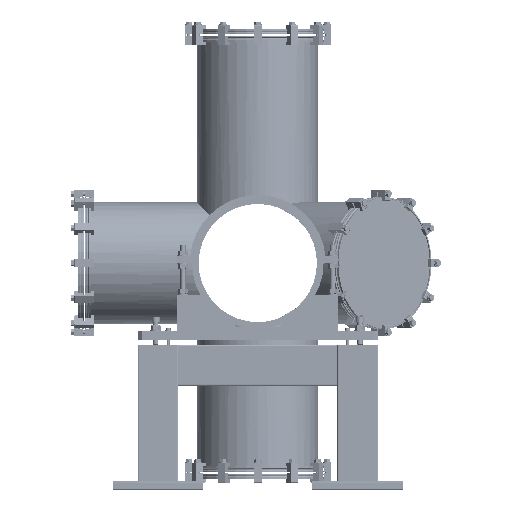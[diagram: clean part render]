
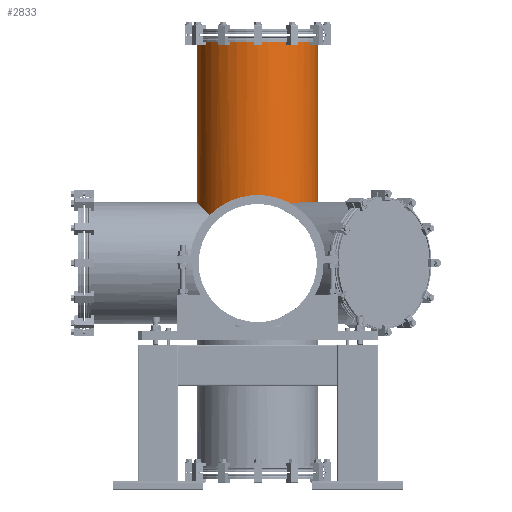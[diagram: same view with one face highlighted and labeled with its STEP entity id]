
A CAD part, left-side view. The second image highlights one B-rep face of the part: STEP entity #2833.
In plain terms, the highlighted cylindrical face has radius 133.5 mm (diameter 267 mm), a partial arc.
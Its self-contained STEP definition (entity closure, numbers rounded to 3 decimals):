
#2550=CARTESIAN_POINT('',(0.,493.75,0.));
#2551=DIRECTION('',(0.,1.,0.));
#2552=DIRECTION('',(0.,0.,-1.));
#2553=AXIS2_PLACEMENT_3D('',#2550,#2551,#2552);
#2570=CARTESIAN_POINT('',(0.,130.5,-133.5));
#2571=CARTESIAN_POINT('',(-6.248,130.5,-133.5));
#2572=CARTESIAN_POINT('',(-18.137,129.607,
-132.627));
#2573=CARTESIAN_POINT('',(-33.952,126.308,
-129.405));
#2574=CARTESIAN_POINT('',(-47.458,121.815,
-125.021));
#2575=CARTESIAN_POINT('',(-59.308,116.467,
-119.816));
#2576=CARTESIAN_POINT('',(-69.689,110.533,
-114.056));
#2577=CARTESIAN_POINT('',(-78.829,104.188,
-107.918));
#2578=CARTESIAN_POINT('',(-87.039,97.423,
-101.4));
#2579=CARTESIAN_POINT('',(-92.029,92.589,
-96.769));
#2580=CARTESIAN_POINT('',(-94.399,90.106,
-94.399));
#2582=DIRECTION('',(0.,1.,0.));
#2583=VECTOR('',#2582,363.25);
#2584=CARTESIAN_POINT('',(0.,130.5,-133.5));
#2585=LINE('',#2584,#2583);
#2586=CARTESIAN_POINT('',(-123.338,120.084,51.088));
#2587=CARTESIAN_POINT('',(-121.524,121.948,55.468));
#2588=CARTESIAN_POINT('',(-117.369,125.255,64.184));
#2589=CARTESIAN_POINT('',(-109.41,128.781,77.012));
#2590=CARTESIAN_POINT('',(-99.694,130.608,89.252));
#2591=CARTESIAN_POINT('',(-88.537,130.544,100.321));
#2592=CARTESIAN_POINT('',(-76.532,128.655,109.716));
#2593=CARTESIAN_POINT('',(-63.968,125.207,117.517));
#2594=CARTESIAN_POINT('',(-48.87,119.431,124.652));
#2595=CARTESIAN_POINT('',(-31.637,110.868,130.115));
#2596=CARTESIAN_POINT('',(-14.603,100.537,133.024));
#2597=CARTESIAN_POINT('',(-4.706,93.592,133.5));
#2598=CARTESIAN_POINT('',(0.,90.106,133.5));
#2649=CARTESIAN_POINT('',(-94.399,90.106,
-94.399));
#2650=CARTESIAN_POINT('',(-98.21,94.099,
-90.588));
#2651=CARTESIAN_POINT('',(-105.673,101.872,
-82.266));
#2652=CARTESIAN_POINT('',(-116.526,113.085,
-66.115));
#2653=CARTESIAN_POINT('',(-124.552,121.334,
-49.163));
#2654=CARTESIAN_POINT('',(-129.87,126.785,
-32.472));
#2655=CARTESIAN_POINT('',(-132.925,129.912,
-15.726));
#2656=CARTESIAN_POINT('',(-133.842,130.85,
0.94));
#2657=CARTESIAN_POINT('',(-132.686,129.668,17.623));
#2658=CARTESIAN_POINT('',(-129.399,126.303,34.329));
#2659=CARTESIAN_POINT('',(-125.63,122.439,45.554));
#2660=CARTESIAN_POINT('',(-123.338,120.084,51.088));
#2666=CARTESIAN_POINT('',(-123.338,120.084,51.088));
#2750=CARTESIAN_POINT('',(0.,90.106,133.5));
#2764=DIRECTION('',(0.,1.,0.));
#2765=VECTOR('',#2764,403.644);
#2766=CARTESIAN_POINT('',(0.,90.106,133.5));
#2767=LINE('',#2766,#2765);
#2774=CARTESIAN_POINT('',(0.,493.75,-133.5));
#2775=CARTESIAN_POINT('',(0.,493.75,133.5));
#2776=VERTEX_POINT('',#2774);
#2777=VERTEX_POINT('',#2775);
#2787=VERTEX_POINT('',#2666);
#2788=VERTEX_POINT('',#2750);
#2792=VERTEX_POINT('',#2570);
#2793=VERTEX_POINT('',#2580);
#2815=CARTESIAN_POINT('',(0.,-453.75,0.));
#2816=DIRECTION('',(0.,1.,0.));
#2817=DIRECTION('',(0.,0.,-1.));
#2818=AXIS2_PLACEMENT_3D('',#2815,#2816,#2817);
#2819=CYLINDRICAL_SURFACE('',#2818,133.5);
#2821=ORIENTED_EDGE('',*,*,#2820,.F.);
#2823=ORIENTED_EDGE('',*,*,#2822,.T.);
#2824=ORIENTED_EDGE('',*,*,#2802,.T.);
#2826=ORIENTED_EDGE('',*,*,#2825,.F.);
#2828=ORIENTED_EDGE('',*,*,#2827,.F.);
#2830=ORIENTED_EDGE('',*,*,#2829,.F.);
#2831=EDGE_LOOP('',(#2821,#2823,#2824,#2826,#2828,#2830));
#2832=FACE_OUTER_BOUND('',#2831,.F.);
#2554=CIRCLE('',#2553,133.5);
#2581=B_SPLINE_CURVE_WITH_KNOTS('',3,(#2570,#2571,#2572,#2573,#2574,#2575,#2576,
#2577,#2578,#2579,#2580),.UNSPECIFIED.,.F.,.F.,(4,1,1,1,1,1,1,1,4),(0.,
0.125,0.25,0.375,0.5,0.625,0.75,0.875,1.),.UNSPECIFIED.);
#2599=B_SPLINE_CURVE_WITH_KNOTS('',3,(#2586,#2587,#2588,#2589,#2590,#2591,#2592,
#2593,#2594,#2595,#2596,#2597,#2598),.UNSPECIFIED.,.F.,.F.,(4,1,1,1,1,1,1,1,1,1,
4),(0.,0.1,0.2,0.3,0.4,0.5,0.6,0.7,0.8,0.9,1.),
.UNSPECIFIED.);
#2661=B_SPLINE_CURVE_WITH_KNOTS('',3,(#2649,#2650,#2651,#2652,#2653,#2654,#2655,
#2656,#2657,#2658,#2659,#2660),.UNSPECIFIED.,.F.,.F.,(4,1,1,1,1,1,1,1,1,4),
(0.,0.111,0.222,0.333,0.444,
0.556,0.667,0.778,0.889,1.),
.UNSPECIFIED.);
#2802=EDGE_CURVE('',#2776,#2777,#2554,.T.);
#2820=EDGE_CURVE('',#2792,#2793,#2581,.T.);
#2822=EDGE_CURVE('',#2792,#2776,#2585,.T.);
#2825=EDGE_CURVE('',#2788,#2777,#2767,.T.);
#2827=EDGE_CURVE('',#2787,#2788,#2599,.T.);
#2829=EDGE_CURVE('',#2793,#2787,#2661,.T.);
#2833=ADVANCED_FACE('',(#2832),#2819,.T.);
